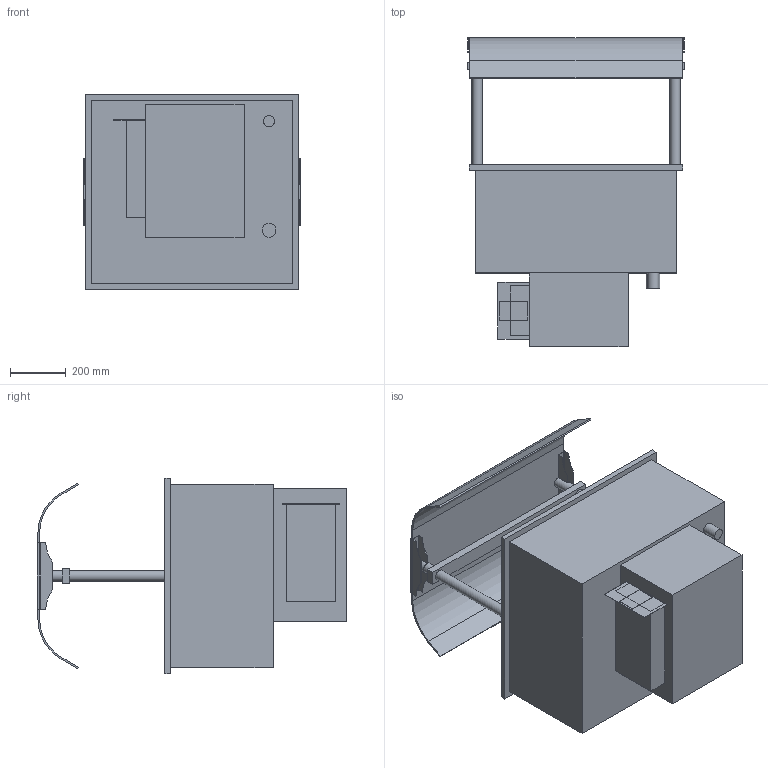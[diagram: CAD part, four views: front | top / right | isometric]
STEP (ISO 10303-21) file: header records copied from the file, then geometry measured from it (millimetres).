
FILE_DESCRIPTION(/* description */ ('vereinfachtes Modell'),/* implementation_level */ '2;1');
FILE_NAME(/* name */ '3D-AKE-00005698.stp',/* time_stamp */ '2025-02-04T15:23:40+01:00',/* author */ ('marina.schachner'),/* organization */ (''),/* preprocessor_version */ 'ST-DEVELOPER v20',/* originating_system */ 'Autodesk Inventor 2024',/* authorisation */ '');
FILE_SCHEMA (('AUTOMOTIVE_DESIGN { 1 0 10303 214 3 1 1 }'));
Length unit declared in the file: millimetre
Products named in the file (1): 3D-AKE-00005686
Bounding box: 778.5 x 1114.5 x 705 mm (x, y, z)
Volume: 128088824.5 mm3; surface area: 8263410.6 mm2
Topology: 20 solids, 20 shells, 174 faces, 390 edges, 260 vertices
Faces by surface type: plane 152, cylinder 22
Full cylindrical faces by diameter (mm): 38 x4, 40 x1, 50 x1
Entity records: 4827 total; most frequent: CARTESIAN_POINT 825, DIRECTION 784, ORIENTED_EDGE 780, EDGE_CURVE 390, LINE 346, VECTOR 346, VERTEX_POINT 260, AXIS2_PLACEMENT_3D 219
